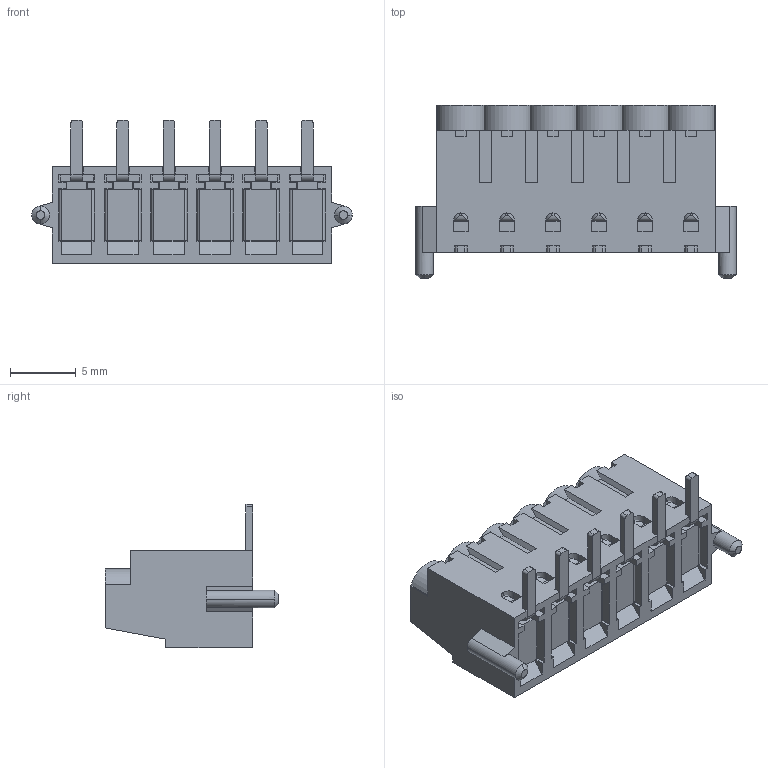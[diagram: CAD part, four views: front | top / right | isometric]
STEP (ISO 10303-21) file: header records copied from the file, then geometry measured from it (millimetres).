
FILE_DESCRIPTION (( 'STEP AP214' ), '1' );
FILE_NAME ('Wurth 691508110306.STEP', '2016-07-16T22:50:43', ( '' ), ( '' ), 'SwSTEP 2.0', 'SolidWorks 2015', '' );
FILE_SCHEMA (( 'AUTOMOTIVE_DESIGN' ));
Length unit declared in the file: millimetre
Products named in the file (6): 691508110006; Wurth 691508110306; 6915081100xx_CAGE_4; 6915081100xx_PIN_4; 6915081100xx_VIS_4
Assembly tree (20 placements, depth 3):
  Wurth 691508110306
    Wurth 691508110306
      691508110006
      6915081100xx_CAGE_4  x6
      6915081100xx_PIN_4  x6
      6915081100xx_VIS_4  x6
Bounding box: 24.35 x 13.2 x 10.9 mm (x, y, z)
Volume: 1064.8 mm3; surface area: 3400.6 mm2
Topology: 19 solids, 19 shells, 785 faces, 2125 edges, 1384 vertices
Faces by surface type: plane 543, cylinder 202, bspline 24, cone 16
Entity records: 14647 total; most frequent: CARTESIAN_POINT 2721, ORIENTED_EDGE 2510, DIRECTION 2299, EDGE_CURVE 1255, VECTOR 1091, LINE 1091, VERTEX_POINT 814, AXIS2_PLACEMENT_3D 604
